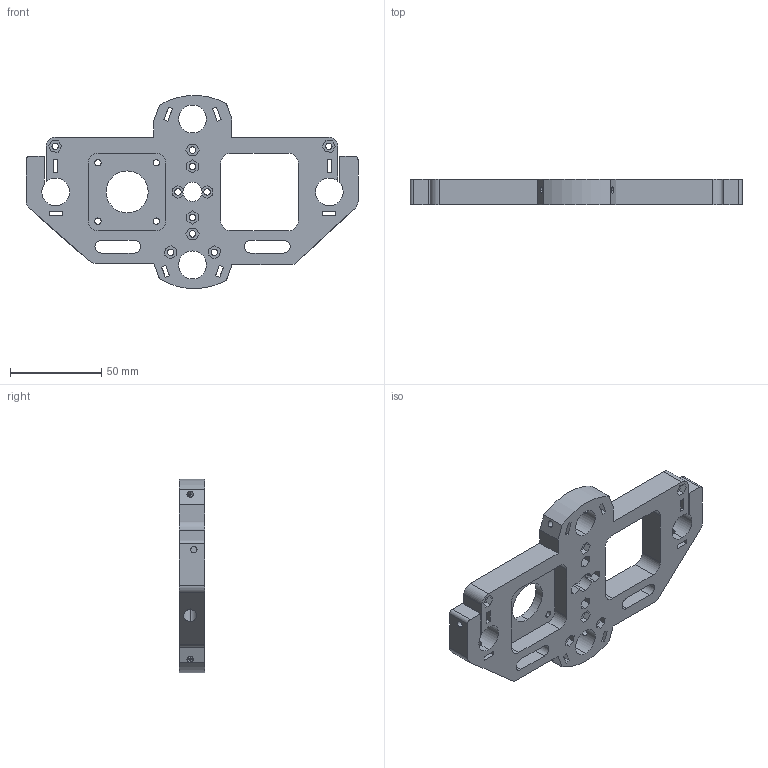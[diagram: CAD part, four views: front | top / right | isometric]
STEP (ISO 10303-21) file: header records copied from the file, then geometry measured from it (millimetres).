
FILE_DESCRIPTION (( 'STEP AP203' ), '1' );
FILE_NAME ('motor_base3_Default_sldprt.STEP', '2023-01-28T16:54:24', ( 'Windows User' ), ( '' ), 'SwSTEP 2.0', 'SolidWorks 2022', '' );
FILE_SCHEMA (( 'CONFIG_CONTROL_DESIGN' ));
Length unit declared in the file: millimetre
Products named in the file (1): motor_base3_Default_sldprt
Bounding box: 182 x 14 x 105.94 mm (x, y, z)
Volume: 110079.9 mm3; surface area: 40050.1 mm2
Topology: 1 solids, 1 shells, 262 faces, 729 edges, 486 vertices
Faces by surface type: plane 145, cylinder 117
Entity records: 8980 total; most frequent: CARTESIAN_POINT 1826, ORIENTED_EDGE 1458, DIRECTION 1449, EDGE_CURVE 729, VECTOR 487, LINE 487, VERTEX_POINT 486, AXIS2_PLACEMENT_3D 481
